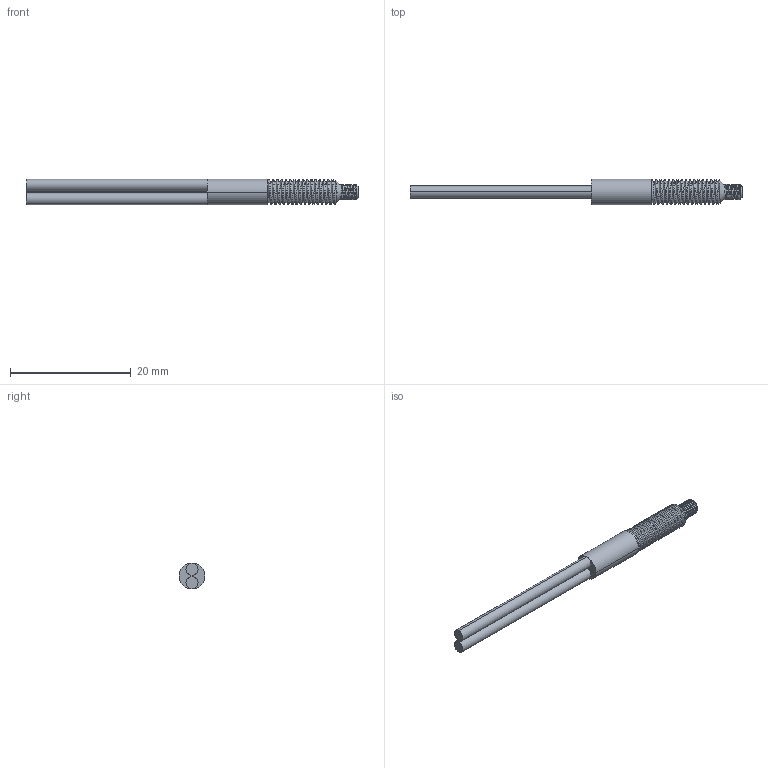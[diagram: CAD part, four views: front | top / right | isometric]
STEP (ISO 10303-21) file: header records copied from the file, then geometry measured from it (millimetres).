
FILE_DESCRIPTION((''),'2;1');
FILE_NAME('PG-420FP','2021-04-19T16:44:28',('Administrator'),(''),'CREO PARAMETRIC BY PTC INC, 2018400','CREO PARAMETRIC BY PTC INC, 2018400','');
FILE_SCHEMA(('CONFIG_CONTROL_DESIGN'));
Length unit declared in the file: millimetre
Products named in the file (1): PG-420FP
Bounding box: 55 x 4.3 x 4.3 mm (x, y, z)
Volume: 480 mm3; surface area: 765 mm2
Topology: 1 solids, 1 shells, 83 faces, 218 edges, 142 vertices
Faces by surface type: cylinder 54, bspline 16, plane 9, cone 4
Entity records: 6189 total; most frequent: CARTESIAN_POINT 4348, ORIENTED_EDGE 436, DIRECTION 268, EDGE_CURVE 218, VERTEX_POINT 142, B_SPLINE_CURVE_WITH_KNOTS 114, AXIS2_PLACEMENT_3D 97, EDGE_LOOP 88
